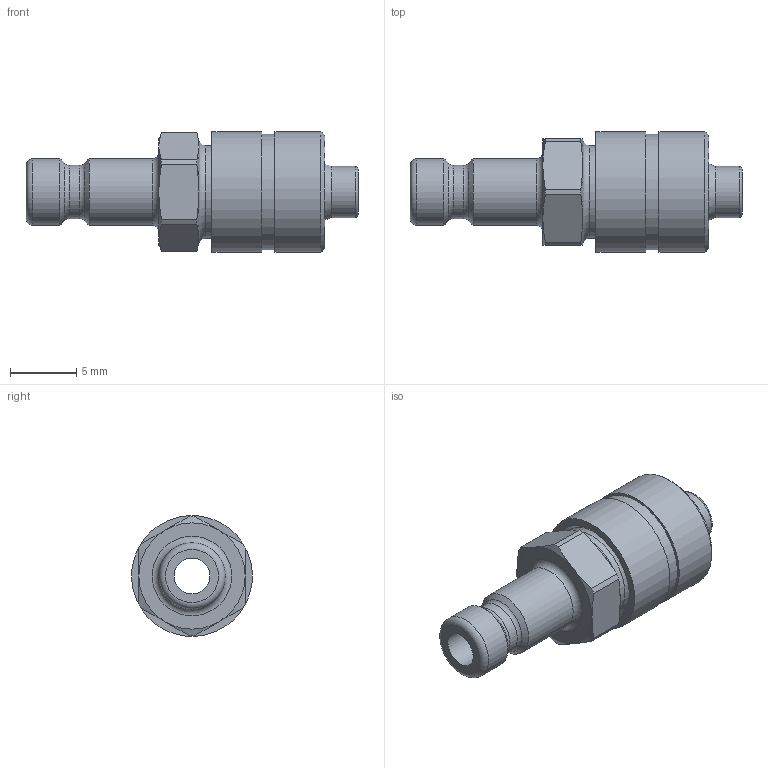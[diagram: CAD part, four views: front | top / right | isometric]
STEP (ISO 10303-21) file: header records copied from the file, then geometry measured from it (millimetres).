
FILE_DESCRIPTION((''),'2;1');
FILE_NAME('20sfko06rxx.stp','2013-09-24T07:27:23',('IA176480'),(''),'Autodesk Inventor 2013','Autodesk Inventor 2013','');
FILE_SCHEMA(('AUTOMOTIVE_DESIGN { 1 0 10303 214 1 1 1 1 }'));
Length unit declared in the file: millimetre
Products named in the file (3): D107741; D107834; D103006
Assembly tree (2 placements, depth 2):
  D107741
    D107834
    D103006
Bounding box: 25 x 9.09 x 9.09 mm (x, y, z)
Volume: 755.7 mm3; surface area: 1249 mm2
Topology: 2 solids, 2 shells, 63 faces, 128 edges, 74 vertices
Faces by surface type: cone 20, cylinder 19, plane 15, torus 9
Full cylindrical faces by diameter (mm): 2.7 x1, 3.85 x1, 4 x1, 4.5 x1, 5 x2, 6.25 x1, 7 x1, 7.46 x1, 8 x1, 8.7 x1, 9.1 x2
Entity records: 1565 total; most frequent: CARTESIAN_POINT 288, DIRECTION 272, ORIENTED_EDGE 196, AXIS2_PLACEMENT_3D 130, EDGE_LOOP 102, EDGE_CURVE 98, VERTEX_POINT 74, FACE_OUTER_BOUND 63
